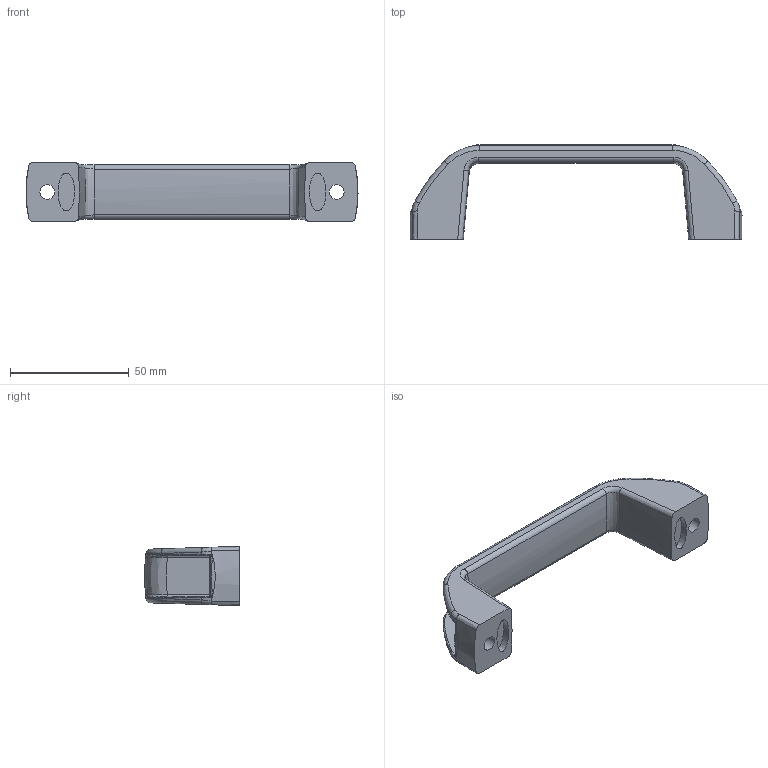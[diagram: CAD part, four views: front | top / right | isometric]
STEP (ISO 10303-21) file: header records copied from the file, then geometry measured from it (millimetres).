
FILE_DESCRIPTION( ( 'STEP AP203' ), '1' );
FILE_NAME( ' ', ' ', ( ' ' ), ( ' ' ), 'PSStep 10.0', ' ', ' ' );
FILE_SCHEMA( ( 'CONFIG_CONTROL_DESIGN' ) );
Length unit declared in the file: millimetre
Products named in the file (1): 1
Bounding box: 139.99 x 39.97 x 25 mm (x, y, z)
Volume: 36573.6 mm3; surface area: 14434.9 mm2
Topology: 1 solids, 1 shells, 178 faces, 410 edges, 222 vertices
Faces by surface type: cylinder 60, bspline 56, plane 28, torus 16, sphere 16, extrusion 2
Full cylindrical faces by diameter (mm): 6.2 x2
Entity records: 11754 total; most frequent: CARTESIAN_POINT 8135, ORIENTED_EDGE 776, DIRECTION 708, EDGE_CURVE 388, AXIS2_PLACEMENT_3D 301, VERTEX_POINT 220, EDGE_LOOP 190, FACE_OUTER_BOUND 182
